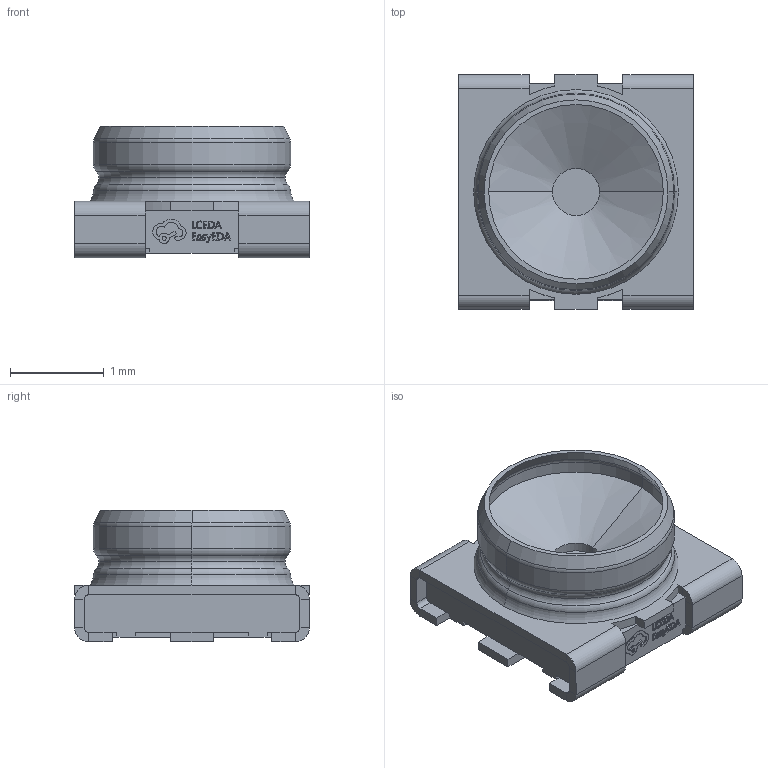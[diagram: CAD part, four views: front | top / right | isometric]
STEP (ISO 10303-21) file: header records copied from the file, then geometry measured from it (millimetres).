
FILE_DESCRIPTION (( 'STEP AP214' ), '1' );
FILE_NAME ('ANT-SMD_MM8130-2600RB8.step', '2022-06-14T10:07:49', ( '' ), ( '' ), 'SwSTEP 2.0', 'SolidWorks 2020', '' );
FILE_SCHEMA (( 'AUTOMOTIVE_DESIGN' ));
Length unit declared in the file: millimetre
Products named in the file (1): ANT-SMD_MM8130-2600RB8
Bounding box: 2.5 x 2.5 x 1.4 mm (x, y, z)
Volume: 4.2 mm3; surface area: 32.5 mm2
Topology: 1 solids, 3 shells, 408 faces, 1047 edges, 664 vertices
Faces by surface type: plane 240, bspline 98, cylinder 32, torus 24, cone 14
Entity records: 17235 total; most frequent: CARTESIAN_POINT 3426, ORIENTED_EDGE 2094, DIRECTION 1591, EDGE_CURVE 1047, LINE 725, VECTOR 725, VERTEX_POINT 664, AXIS2_PLACEMENT_3D 433
